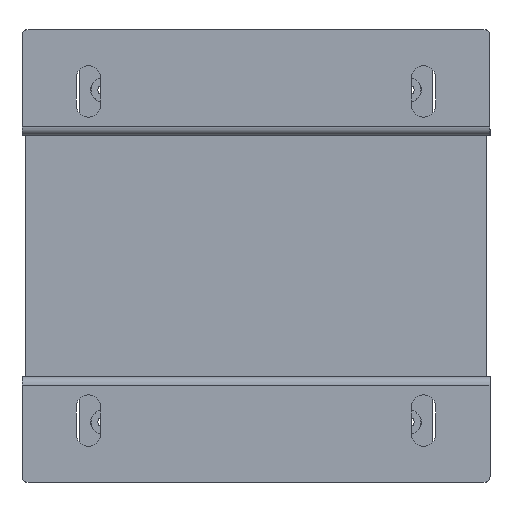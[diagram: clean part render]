
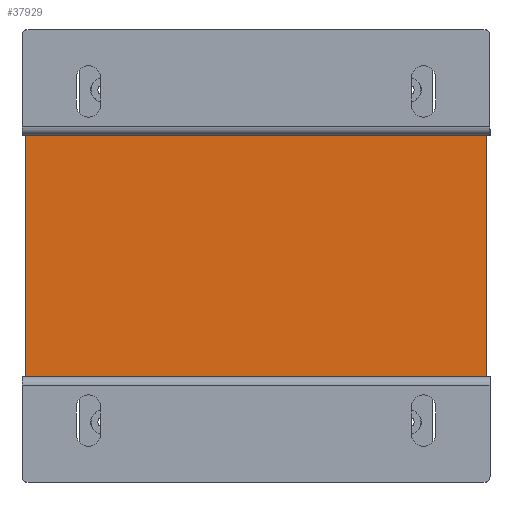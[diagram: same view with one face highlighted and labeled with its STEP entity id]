
A CAD part, front view. The second image highlights one B-rep face of the part: STEP entity #37929.
In plain terms, the highlighted planar face has unit normal (0, -1, 0).
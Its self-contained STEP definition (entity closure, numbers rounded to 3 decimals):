
#1617 = ORIENTED_EDGE ( 'NONE', *, *, #126509, .F. ) ;
#1743 = ORIENTED_EDGE ( 'NONE', *, *, #139112, .F. ) ;
#5543 = LINE ( 'NONE', #16445, #114478 ) ;
#8291 = CARTESIAN_POINT ( 'NONE',  ( 119.01, 1.339, 94.39 ) ) ;
#16445 = CARTESIAN_POINT ( 'NONE',  ( -33.39, 1.339, 174.39 ) ) ;
#20232 = DIRECTION ( 'NONE',  ( 1., 0., 0. ) ) ;
#31882 = CARTESIAN_POINT ( 'NONE',  ( -33.39, 1.339, 94.39 ) ) ;
#33768 = VERTEX_POINT ( 'NONE', #8291 ) ;
#37929 = ADVANCED_FACE ( 'NONE', ( #150145 ), #79118, .F. ) ;
#39811 = VERTEX_POINT ( 'NONE', #68793 ) ;
#41826 = EDGE_CURVE ( 'NONE', #51049, #39811, #52289, .T. ) ;
#43504 = ORIENTED_EDGE ( 'NONE', *, *, #133156, .T. ) ;
#46948 = DIRECTION ( 'NONE',  ( 0., 0., -1. ) ) ;
#47349 = CARTESIAN_POINT ( 'NONE',  ( 119.01, 1.339, 174.39 ) ) ;
#51049 = VERTEX_POINT ( 'NONE', #140660 ) ;
#51702 = ORIENTED_EDGE ( 'NONE', *, *, #41826, .T. ) ;
#52004 = VERTEX_POINT ( 'NONE', #47349 ) ;
#52289 = LINE ( 'NONE', #77073, #58268 ) ;
#58268 = VECTOR ( 'NONE', #76305, 1000. ) ;
#64303 = VECTOR ( 'NONE', #46948, 1000. ) ;
#67539 = DIRECTION ( 'NONE',  ( 0., 1., 0. ) ) ;
#68793 = CARTESIAN_POINT ( 'NONE',  ( -33.39, 1.339, 94.39 ) ) ;
#76305 = DIRECTION ( 'NONE',  ( 0., 0., -1. ) ) ;
#77073 = CARTESIAN_POINT ( 'NONE',  ( -33.39, 1.339, 174.39 ) ) ;
#79118 = PLANE ( 'NONE',  #148433 ) ;
#91621 = DIRECTION ( 'NONE',  ( 0., 0., 1. ) ) ;
#100741 = EDGE_LOOP ( 'NONE', ( #43504, #1617, #1743, #51702 ) ) ;
#107904 = VECTOR ( 'NONE', #20232, 1000. ) ;
#111356 = DIRECTION ( 'NONE',  ( 1., 0., 0. ) ) ;
#114478 = VECTOR ( 'NONE', #111356, 1000. ) ;
#117035 = LINE ( 'NONE', #128698, #64303 ) ;
#118198 = LINE ( 'NONE', #31882, #107904 ) ;
#126509 = EDGE_CURVE ( 'NONE', #52004, #33768, #117035, .T. ) ;
#128698 = CARTESIAN_POINT ( 'NONE',  ( 119.01, 1.339, 174.39 ) ) ;
#133156 = EDGE_CURVE ( 'NONE', #39811, #33768, #118198, .T. ) ;
#138414 = CARTESIAN_POINT ( 'NONE',  ( -33.39, 1.339, 174.39 ) ) ;
#139112 = EDGE_CURVE ( 'NONE', #51049, #52004, #5543, .T. ) ;
#140660 = CARTESIAN_POINT ( 'NONE',  ( -33.39, 1.339, 174.39 ) ) ;
#148433 = AXIS2_PLACEMENT_3D ( 'NONE', #138414, #67539, #91621 ) ;
#150145 = FACE_OUTER_BOUND ( 'NONE', #100741, .T. ) ;
